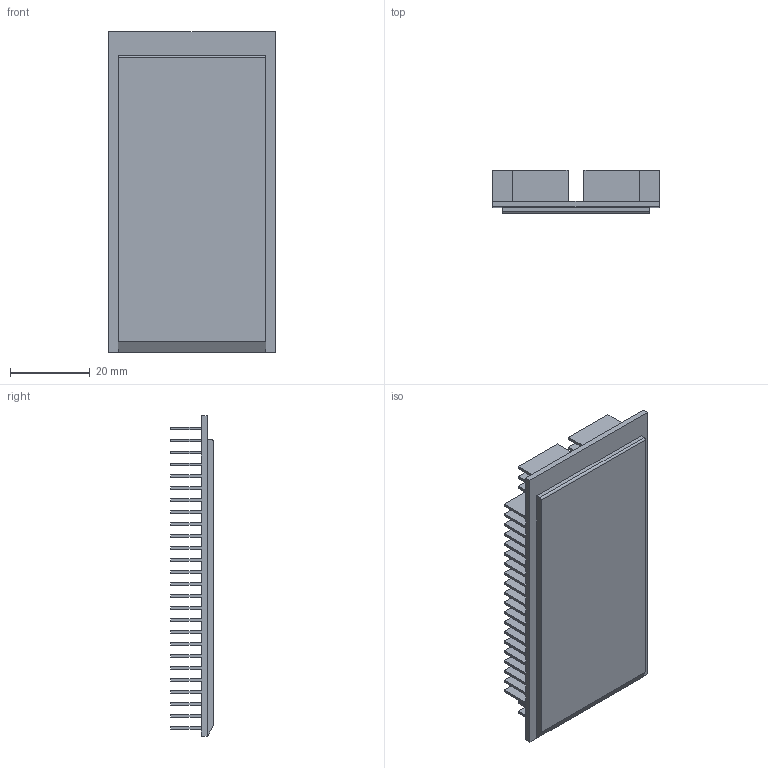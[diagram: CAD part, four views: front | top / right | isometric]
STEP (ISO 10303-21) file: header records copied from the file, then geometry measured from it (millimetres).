
FILE_DESCRIPTION (( 'STEP AP214' ), '1' );
FILE_NAME ('05-00204--A114185-001.STEP', '2020-04-22T20:34:52', ( '' ), ( '' ), 'SwSTEP 2.0', 'SolidWorks 2018', '' );
FILE_SCHEMA (( 'AUTOMOTIVE_DESIGN' ));
Length unit declared in the file: millimetre
Products named in the file (2): 05-00204--A114185-001
Bounding box: 41.8 x 10.75 x 80.2 mm (x, y, z)
Volume: 13833.6 mm3; surface area: 22095.9 mm2
Topology: 1 solids, 1 shells, 235 faces, 660 edges, 440 vertices
Faces by surface type: plane 232, cylinder 3
Entity records: 7469 total; most frequent: CARTESIAN_POINT 1337, ORIENTED_EDGE 1320, DIRECTION 1140, EDGE_CURVE 660, VECTOR 654, LINE 654, VERTEX_POINT 440, EDGE_LOOP 248
